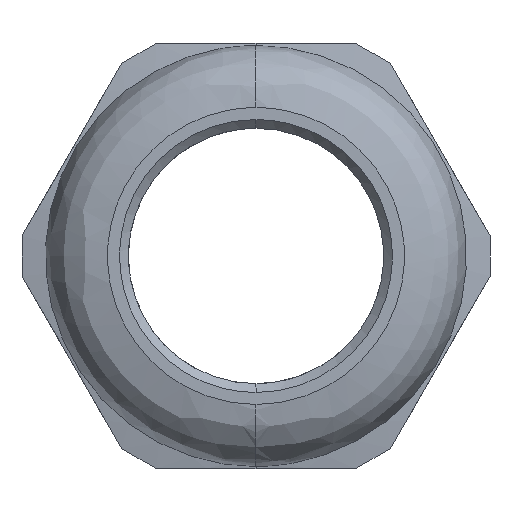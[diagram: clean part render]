
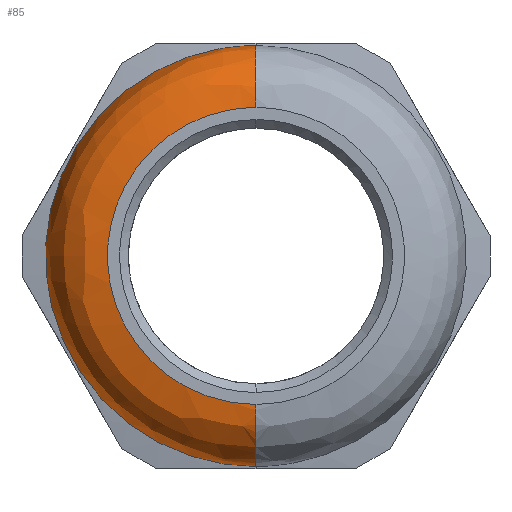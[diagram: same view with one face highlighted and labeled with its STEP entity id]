
A CAD part, left-side view. The second image highlights one B-rep face of the part: STEP entity #85.
In plain terms, the highlighted free-form (B-spline) face has degree [2, 2] with [9, 9] control points.
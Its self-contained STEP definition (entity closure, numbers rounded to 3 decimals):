
#85=ADVANCED_FACE('',(#187),#1535,.T.);
#187=FACE_OUTER_BOUND('',#293,.T.);
#293=EDGE_LOOP('',(#582,#583,#584,#585));
#582=ORIENTED_EDGE('',*,*,#948,.T.);
#583=ORIENTED_EDGE('',*,*,#949,.T.);
#584=ORIENTED_EDGE('',*,*,#950,.T.);
#585=ORIENTED_EDGE('',*,*,#946,.F.);
#946=EDGE_CURVE('',#1415,#1416,#1222,.T.);
#948=EDGE_CURVE('',#1415,#1417,#1224,.T.);
#949=EDGE_CURVE('',#1417,#1418,#1225,.T.);
#950=EDGE_CURVE('',#1418,#1416,#1226,.T.);
#1222=(
BOUNDED_CURVE()
B_SPLINE_CURVE(2,(#3567,#3568,#3569,#3570,#3571),.UNSPECIFIED.,.F.,.F.)
B_SPLINE_CURVE_WITH_KNOTS((3,2,3),(-39.466,-26.311,
-13.155),.UNSPECIFIED.)
CURVE()
GEOMETRIC_REPRESENTATION_ITEM()
RATIONAL_B_SPLINE_CURVE((1.,0.707,1.,0.707,1.))
REPRESENTATION_ITEM('')
);
#1224=(
BOUNDED_CURVE()
B_SPLINE_CURVE(2,(#3574,#3575,#3576),.UNSPECIFIED.,.F.,.F.)
B_SPLINE_CURVE_WITH_KNOTS((3,3),(0.,5.498),.UNSPECIFIED.)
CURVE()
GEOMETRIC_REPRESENTATION_ITEM()
RATIONAL_B_SPLINE_CURVE((1.,0.707,1.))
REPRESENTATION_ITEM('')
);
#1225=(
BOUNDED_CURVE()
B_SPLINE_CURVE(2,(#3577,#3578,#3579,#3580,#3581),.UNSPECIFIED.,.F.,.F.)
B_SPLINE_CURVE_WITH_KNOTS((3,2,3),(-26.311,-13.155,
0.),.UNSPECIFIED.)
CURVE()
GEOMETRIC_REPRESENTATION_ITEM()
RATIONAL_B_SPLINE_CURVE((1.,0.707,1.,0.707,1.))
REPRESENTATION_ITEM('')
);
#1226=(
BOUNDED_CURVE()
B_SPLINE_CURVE(2,(#3582,#3583,#3584),.UNSPECIFIED.,.F.,.F.)
B_SPLINE_CURVE_WITH_KNOTS((3,3),(-5.498,0.),.UNSPECIFIED.)
CURVE()
GEOMETRIC_REPRESENTATION_ITEM()
RATIONAL_B_SPLINE_CURVE((1.,0.707,1.))
REPRESENTATION_ITEM('')
);
#1415=VERTEX_POINT('',#3275);
#1416=VERTEX_POINT('',#3276);
#1417=VERTEX_POINT('',#3277);
#1418=VERTEX_POINT('',#3278);
#1535=(
BOUNDED_SURFACE()
B_SPLINE_SURFACE(2,2,((#2806,#2807,#2808,#2809,#2810,#2811,#2812,#2813,
#2814),(#2815,#2816,#2817,#2818,#2819,#2820,#2821,#2822,#2823),(#2824,#2825,
#2826,#2827,#2828,#2829,#2830,#2831,#2832),(#2833,#2834,#2835,#2836,#2837,
#2838,#2839,#2840,#2841),(#2842,#2843,#2844,#2845,#2846,#2847,#2848,#2849,
#2850),(#2851,#2852,#2853,#2854,#2855,#2856,#2857,#2858,#2859),(#2860,#2861,
#2862,#2863,#2864,#2865,#2866,#2867,#2868),(#2869,#2870,#2871,#2872,#2873,
#2874,#2875,#2876,#2877),(#2878,#2879,#2880,#2881,#2882,#2883,#2884,#2885,
#2886)),.UNSPECIFIED.,.T.,.F.,.F.)
B_SPLINE_SURFACE_WITH_KNOTS((3,2,2,2,3),(3,2,2,2,3),(0.,13.155,
26.311,39.466,52.622),(0.,5.498,
10.996,16.493,21.991),.UNSPECIFIED.)
GEOMETRIC_REPRESENTATION_ITEM()
RATIONAL_B_SPLINE_SURFACE(((1.,0.707,1.,0.707,1.,
0.707,1.,0.707,1.),(0.707,0.5,0.707,
0.5,0.707,0.5,0.707,0.5,0.707),(1.,
0.707,1.,0.707,1.,0.707,1.,0.707,
1.),(0.707,0.5,0.707,0.5,0.707,0.5,
0.707,0.5,0.707),(1.,0.707,1.,0.707,
1.,0.707,1.,0.707,1.),(0.707,0.5,0.707,
0.5,0.707,0.5,0.707,0.5,0.707),(1.,
0.707,1.,0.707,1.,0.707,1.,0.707,
1.),(0.707,0.5,0.707,0.5,0.707,0.5,
0.707,0.5,0.707),(1.,0.707,1.,0.707,
1.,0.707,1.,0.707,1.)))
REPRESENTATION_ITEM('')
SURFACE()
);
#2806=CARTESIAN_POINT('',(3.5,-11.875,7.7));
#2807=CARTESIAN_POINT('',(0.,-11.875,7.7));
#2808=CARTESIAN_POINT('',(0.,-8.375,7.7));
#2809=CARTESIAN_POINT('',(0.,-4.875,7.7));
#2810=CARTESIAN_POINT('',(3.5,-4.875,7.7));
#2811=CARTESIAN_POINT('',(7.,-4.875,7.7));
#2812=CARTESIAN_POINT('',(7.,-8.375,7.7));
#2813=CARTESIAN_POINT('',(7.,-11.875,7.7));
#2814=CARTESIAN_POINT('',(3.5,-11.875,7.7));
#2815=CARTESIAN_POINT('',(3.5,-11.875,19.575));
#2816=CARTESIAN_POINT('',(0.,-11.875,19.575));
#2817=CARTESIAN_POINT('',(0.,-8.375,16.075));
#2818=CARTESIAN_POINT('',(0.,-4.875,12.575));
#2819=CARTESIAN_POINT('',(3.5,-4.875,12.575));
#2820=CARTESIAN_POINT('',(7.,-4.875,12.575));
#2821=CARTESIAN_POINT('',(7.,-8.375,16.075));
#2822=CARTESIAN_POINT('',(7.,-11.875,19.575));
#2823=CARTESIAN_POINT('',(3.5,-11.875,19.575));
#2824=CARTESIAN_POINT('',(3.5,0.,19.575));
#2825=CARTESIAN_POINT('',(0.,0.,19.575));
#2826=CARTESIAN_POINT('',(0.,0.,16.075));
#2827=CARTESIAN_POINT('',(0.,0.,12.575));
#2828=CARTESIAN_POINT('',(3.5,0.,12.575));
#2829=CARTESIAN_POINT('',(7.,0.,12.575));
#2830=CARTESIAN_POINT('',(7.,0.,16.075));
#2831=CARTESIAN_POINT('',(7.,0.,19.575));
#2832=CARTESIAN_POINT('',(3.5,0.,19.575));
#2833=CARTESIAN_POINT('',(3.5,11.875,19.575));
#2834=CARTESIAN_POINT('',(0.,11.875,19.575));
#2835=CARTESIAN_POINT('',(0.,8.375,16.075));
#2836=CARTESIAN_POINT('',(0.,4.875,12.575));
#2837=CARTESIAN_POINT('',(3.5,4.875,12.575));
#2838=CARTESIAN_POINT('',(7.,4.875,12.575));
#2839=CARTESIAN_POINT('',(7.,8.375,16.075));
#2840=CARTESIAN_POINT('',(7.,11.875,19.575));
#2841=CARTESIAN_POINT('',(3.5,11.875,19.575));
#2842=CARTESIAN_POINT('',(3.5,11.875,7.7));
#2843=CARTESIAN_POINT('',(0.,11.875,7.7));
#2844=CARTESIAN_POINT('',(0.,8.375,7.7));
#2845=CARTESIAN_POINT('',(0.,4.875,7.7));
#2846=CARTESIAN_POINT('',(3.5,4.875,7.7));
#2847=CARTESIAN_POINT('',(7.,4.875,7.7));
#2848=CARTESIAN_POINT('',(7.,8.375,7.7));
#2849=CARTESIAN_POINT('',(7.,11.875,7.7));
#2850=CARTESIAN_POINT('',(3.5,11.875,7.7));
#2851=CARTESIAN_POINT('',(3.5,11.875,-4.175));
#2852=CARTESIAN_POINT('',(0.,11.875,-4.175));
#2853=CARTESIAN_POINT('',(0.,8.375,-0.675));
#2854=CARTESIAN_POINT('',(0.,4.875,2.825));
#2855=CARTESIAN_POINT('',(3.5,4.875,2.825));
#2856=CARTESIAN_POINT('',(7.,4.875,2.825));
#2857=CARTESIAN_POINT('',(7.,8.375,-0.675));
#2858=CARTESIAN_POINT('',(7.,11.875,-4.175));
#2859=CARTESIAN_POINT('',(3.5,11.875,-4.175));
#2860=CARTESIAN_POINT('',(3.5,0.,-4.175));
#2861=CARTESIAN_POINT('',(0.,0.,-4.175));
#2862=CARTESIAN_POINT('',(0.,0.,-0.675));
#2863=CARTESIAN_POINT('',(0.,0.,2.825));
#2864=CARTESIAN_POINT('',(3.5,0.,2.825));
#2865=CARTESIAN_POINT('',(7.,0.,2.825));
#2866=CARTESIAN_POINT('',(7.,0.,-0.675));
#2867=CARTESIAN_POINT('',(7.,0.,-4.175));
#2868=CARTESIAN_POINT('',(3.5,0.,-4.175));
#2869=CARTESIAN_POINT('',(3.5,-11.875,-4.175));
#2870=CARTESIAN_POINT('',(0.,-11.875,-4.175));
#2871=CARTESIAN_POINT('',(0.,-8.375,-0.675));
#2872=CARTESIAN_POINT('',(0.,-4.875,2.825));
#2873=CARTESIAN_POINT('',(3.5,-4.875,2.825));
#2874=CARTESIAN_POINT('',(7.,-4.875,2.825));
#2875=CARTESIAN_POINT('',(7.,-8.375,-0.675));
#2876=CARTESIAN_POINT('',(7.,-11.875,-4.175));
#2877=CARTESIAN_POINT('',(3.5,-11.875,-4.175));
#2878=CARTESIAN_POINT('',(3.5,-11.875,7.7));
#2879=CARTESIAN_POINT('',(0.,-11.875,7.7));
#2880=CARTESIAN_POINT('',(0.,-8.375,7.7));
#2881=CARTESIAN_POINT('',(0.,-4.875,7.7));
#2882=CARTESIAN_POINT('',(3.5,-4.875,7.7));
#2883=CARTESIAN_POINT('',(7.,-4.875,7.7));
#2884=CARTESIAN_POINT('',(7.,-8.375,7.7));
#2885=CARTESIAN_POINT('',(7.,-11.875,7.7));
#2886=CARTESIAN_POINT('',(3.5,-11.875,7.7));
#3275=CARTESIAN_POINT('',(3.5,0.,-4.175));
#3276=CARTESIAN_POINT('',(3.5,0.,19.575));
#3277=CARTESIAN_POINT('',(0.,0.,-0.675));
#3278=CARTESIAN_POINT('',(0.,0.,16.075));
#3567=CARTESIAN_POINT('',(3.5,0.,-4.175));
#3568=CARTESIAN_POINT('',(3.5,11.875,-4.175));
#3569=CARTESIAN_POINT('',(3.5,11.875,7.7));
#3570=CARTESIAN_POINT('',(3.5,11.875,19.575));
#3571=CARTESIAN_POINT('',(3.5,0.,19.575));
#3574=CARTESIAN_POINT('',(3.5,0.,-4.175));
#3575=CARTESIAN_POINT('',(0.,0.,-4.175));
#3576=CARTESIAN_POINT('',(0.,0.,-0.675));
#3577=CARTESIAN_POINT('',(0.,0.,-0.675));
#3578=CARTESIAN_POINT('',(0.,8.375,-0.675));
#3579=CARTESIAN_POINT('',(0.,8.375,7.7));
#3580=CARTESIAN_POINT('',(0.,8.375,16.075));
#3581=CARTESIAN_POINT('',(0.,0.,16.075));
#3582=CARTESIAN_POINT('',(0.,0.,16.075));
#3583=CARTESIAN_POINT('',(0.,0.,19.575));
#3584=CARTESIAN_POINT('',(3.5,0.,19.575));
